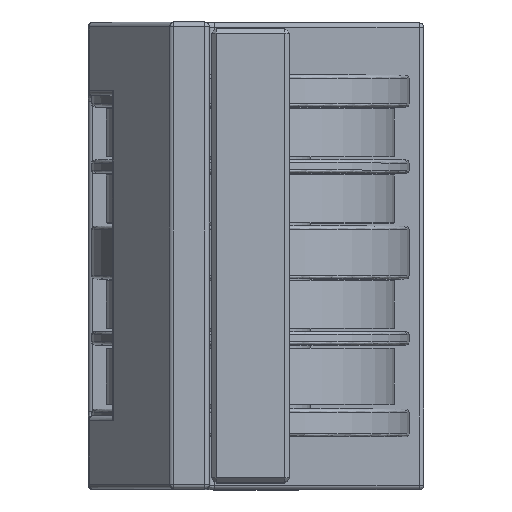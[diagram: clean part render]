
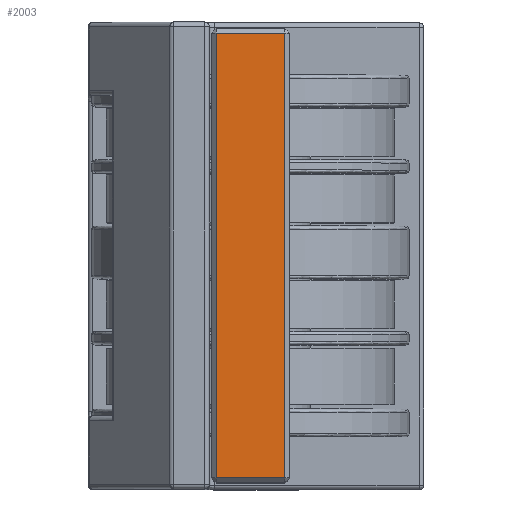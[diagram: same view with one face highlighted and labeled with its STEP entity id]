
A CAD part, top view. The second image highlights one B-rep face of the part: STEP entity #2003.
In plain terms, the highlighted planar face has unit normal (0, 0, 1).
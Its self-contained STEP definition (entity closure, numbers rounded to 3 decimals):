
#4 = CARTESIAN_POINT ( 'NONE',  ( 2.1, 13.9, 33.7 ) ) ;
#501 = ORIENTED_EDGE ( 'NONE', *, *, #8392, .F. ) ;
#527 = DIRECTION ( 'NONE',  ( 0., 0., 1. ) ) ;
#1244 = VECTOR ( 'NONE', #11505, 1000. ) ;
#2003 = ADVANCED_FACE ( 'NONE', ( #4139 ), #8443, .T. ) ;
#2153 = CARTESIAN_POINT ( 'NONE',  ( 1.8, -14.2, 33.7 ) ) ;
#2196 = LINE ( 'NONE', #4101, #10052 ) ;
#2321 = EDGE_CURVE ( 'NONE', #9266, #6223, #4446, .T. ) ;
#2389 = LINE ( 'NONE', #2153, #3430 ) ;
#3020 = EDGE_LOOP ( 'NONE', ( #9160, #501, #11469, #5230 ) ) ;
#3143 = DIRECTION ( 'NONE',  ( 0., -1., 0. ) ) ;
#3246 = DIRECTION ( 'NONE',  ( 0., -1., 0. ) ) ;
#3430 = VECTOR ( 'NONE', #3143, 1000. ) ;
#3587 = LINE ( 'NONE', #11512, #8195 ) ;
#3947 = CARTESIAN_POINT ( 'NONE',  ( -2.5, -13.9, 33.7 ) ) ;
#4101 = CARTESIAN_POINT ( 'NONE',  ( -2.5, -14.2, 33.7 ) ) ;
#4139 = FACE_OUTER_BOUND ( 'NONE', #3020, .T. ) ;
#4446 = LINE ( 'NONE', #4, #1244 ) ;
#5230 = ORIENTED_EDGE ( 'NONE', *, *, #6253, .T. ) ;
#6223 = VERTEX_POINT ( 'NONE', #10167 ) ;
#6253 = EDGE_CURVE ( 'NONE', #6223, #8311, #2196, .T. ) ;
#7190 = DIRECTION ( 'NONE',  ( 1., 0., 0. ) ) ;
#7256 = EDGE_CURVE ( 'NONE', #8311, #10188, #3587, .T. ) ;
#8195 = VECTOR ( 'NONE', #7190, 1000. ) ;
#8311 = VERTEX_POINT ( 'NONE', #3947 ) ;
#8392 = EDGE_CURVE ( 'NONE', #9266, #10188, #2389, .T. ) ;
#8443 = PLANE ( 'NONE',  #9605 ) ;
#8558 = DIRECTION ( 'NONE',  ( 1., 0., 0. ) ) ;
#9083 = CARTESIAN_POINT ( 'NONE',  ( 1.8, 13.9, 33.7 ) ) ;
#9160 = ORIENTED_EDGE ( 'NONE', *, *, #7256, .T. ) ;
#9266 = VERTEX_POINT ( 'NONE', #9083 ) ;
#9440 = CARTESIAN_POINT ( 'NONE',  ( 2.1, -14.2, 33.7 ) ) ;
#9605 = AXIS2_PLACEMENT_3D ( 'NONE', #9440, #527, #8558 ) ;
#10052 = VECTOR ( 'NONE', #3246, 1000. ) ;
#10167 = CARTESIAN_POINT ( 'NONE',  ( -2.5, 13.9, 33.7 ) ) ;
#10188 = VERTEX_POINT ( 'NONE', #11328 ) ;
#11328 = CARTESIAN_POINT ( 'NONE',  ( 1.8, -13.9, 33.7 ) ) ;
#11469 = ORIENTED_EDGE ( 'NONE', *, *, #2321, .T. ) ;
#11505 = DIRECTION ( 'NONE',  ( -1., 0., 0. ) ) ;
#11512 = CARTESIAN_POINT ( 'NONE',  ( 2.1, -13.9, 33.7 ) ) ;
